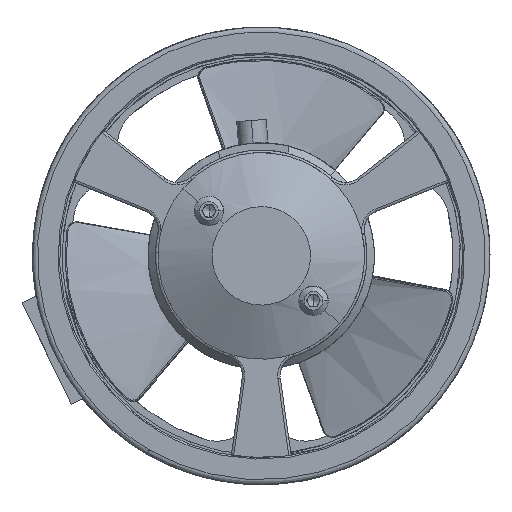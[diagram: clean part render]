
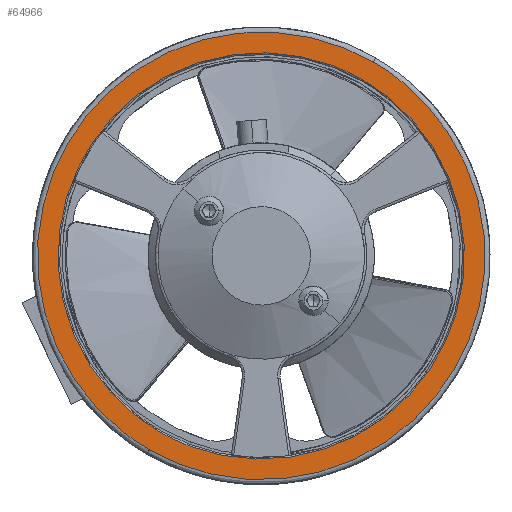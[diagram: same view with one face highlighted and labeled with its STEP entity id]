
A CAD part, front view. The second image highlights one B-rep face of the part: STEP entity #64966.
In plain terms, the highlighted free-form (B-spline) face has degree [1, 1] with [2, 2] control points.
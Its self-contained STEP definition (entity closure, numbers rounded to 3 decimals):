
#61096 = VERTEX_POINT('',#61097);
#61097 = CARTESIAN_POINT('',(90.95,45.18,
    115.679));
#61103 = EDGE_CURVE('',#61104,#61096,#61106,.T.);
#61104 = VERTEX_POINT('',#61105);
#61105 = CARTESIAN_POINT('',(35.9,45.18,
    20.329));
#61106 = ( BOUNDED_CURVE() B_SPLINE_CURVE(2,(#61107,#61108,#61109,#61110
,#61111),.UNSPECIFIED.,.F.,.F.) B_SPLINE_CURVE_WITH_KNOTS((3,2,3),(0.,
1.571,3.142),.PIECEWISE_BEZIER_KNOTS.) CURVE() 
GEOMETRIC_REPRESENTATION_ITEM() RATIONAL_B_SPLINE_CURVE((1.,
0.707,1.,0.707,1.)) REPRESENTATION_ITEM('') );
#61107 = CARTESIAN_POINT('',(35.9,45.18,
    20.329));
#61108 = CARTESIAN_POINT('',(-11.775,45.18,
    47.854));
#61109 = CARTESIAN_POINT('',(15.75,45.18,
    95.529));
#61110 = CARTESIAN_POINT('',(43.275,45.18,
    143.204));
#61111 = CARTESIAN_POINT('',(90.95,45.18,
    115.679));
#62604 = VERTEX_POINT('',#62605);
#62605 = CARTESIAN_POINT('',(33.101,45.18,
    15.481));
#62611 = EDGE_CURVE('',#62612,#62604,#62614,.T.);
#62612 = VERTEX_POINT('',#62613);
#62613 = CARTESIAN_POINT('',(93.749,45.18,
    120.527));
#62614 = ( BOUNDED_CURVE() B_SPLINE_CURVE(2,(#62615,#62616,#62617,#62618
,#62619),.UNSPECIFIED.,.F.,.F.) B_SPLINE_CURVE_WITH_KNOTS((3,2,3),(0.,
1.571,3.142),.PIECEWISE_BEZIER_KNOTS.) CURVE() 
GEOMETRIC_REPRESENTATION_ITEM() RATIONAL_B_SPLINE_CURVE((1.,
0.707,1.,0.707,1.)) REPRESENTATION_ITEM('') );
#62615 = CARTESIAN_POINT('',(93.749,45.18,
    120.527));
#62616 = CARTESIAN_POINT('',(41.226,45.18,
    150.851));
#62617 = CARTESIAN_POINT('',(10.902,45.18,
    98.328));
#62618 = CARTESIAN_POINT('',(-19.423,45.18,
    45.805));
#62619 = CARTESIAN_POINT('',(33.101,45.18,
    15.481));
#64966 = ADVANCED_FACE('',(#64967,#64978),#64989,.F.);
#64967 = FACE_BOUND('',#64968,.T.);
#64968 = EDGE_LOOP('',(#64969,#64970));
#64969 = ORIENTED_EDGE('',*,*,#61103,.T.);
#64970 = ORIENTED_EDGE('',*,*,#64971,.T.);
#64971 = EDGE_CURVE('',#61096,#61104,#64972,.T.);
#64972 = ( BOUNDED_CURVE() B_SPLINE_CURVE(2,(#64973,#64974,#64975,#64976
,#64977),.UNSPECIFIED.,.F.,.F.) B_SPLINE_CURVE_WITH_KNOTS((3,2,3),(
    3.142,4.712,6.283),
.PIECEWISE_BEZIER_KNOTS.) CURVE() GEOMETRIC_REPRESENTATION_ITEM() 
RATIONAL_B_SPLINE_CURVE((1.,0.707,1.,0.707,1.)) 
REPRESENTATION_ITEM('') );
#64973 = CARTESIAN_POINT('',(90.95,45.18,
    115.679));
#64974 = CARTESIAN_POINT('',(138.625,45.18,
    88.154));
#64975 = CARTESIAN_POINT('',(111.1,45.18,
    40.479));
#64976 = CARTESIAN_POINT('',(83.575,45.18,
    -7.196));
#64977 = CARTESIAN_POINT('',(35.9,45.18,
    20.329));
#64978 = FACE_BOUND('',#64979,.T.);
#64979 = EDGE_LOOP('',(#64980,#64981));
#64980 = ORIENTED_EDGE('',*,*,#62611,.T.);
#64981 = ORIENTED_EDGE('',*,*,#64982,.T.);
#64982 = EDGE_CURVE('',#62604,#62612,#64983,.T.);
#64983 = ( BOUNDED_CURVE() B_SPLINE_CURVE(2,(#64984,#64985,#64986,#64987
,#64988),.UNSPECIFIED.,.F.,.F.) B_SPLINE_CURVE_WITH_KNOTS((3,2,3),(
    3.142,4.712,6.283),
.PIECEWISE_BEZIER_KNOTS.) CURVE() GEOMETRIC_REPRESENTATION_ITEM() 
RATIONAL_B_SPLINE_CURVE((1.,0.707,1.,0.707,1.)) 
REPRESENTATION_ITEM('') );
#64984 = CARTESIAN_POINT('',(33.101,45.18,
    15.481));
#64985 = CARTESIAN_POINT('',(85.624,45.18,
    -14.844));
#64986 = CARTESIAN_POINT('',(115.948,45.18,
    37.68));
#64987 = CARTESIAN_POINT('',(146.272,45.18,
    90.203));
#64988 = CARTESIAN_POINT('',(93.749,45.18,
    120.527));
#64989 = B_SPLINE_SURFACE_WITH_KNOTS('',1,1,(
    (#64990,#64991)
    ,(#64992,#64993
  )),.UNSPECIFIED.,.F.,.F.,.F.,(2,2),(2,2),(-45.5,45.5),(-4.5,86.5),
  .PIECEWISE_BEZIER_KNOTS.);
#64990 = CARTESIAN_POINT('',(146.272,45.18,
    90.203));
#64991 = CARTESIAN_POINT('',(41.226,45.18,
    150.851));
#64992 = CARTESIAN_POINT('',(85.624,45.18,
    -14.844));
#64993 = CARTESIAN_POINT('',(-19.423,45.18,
    45.805));
